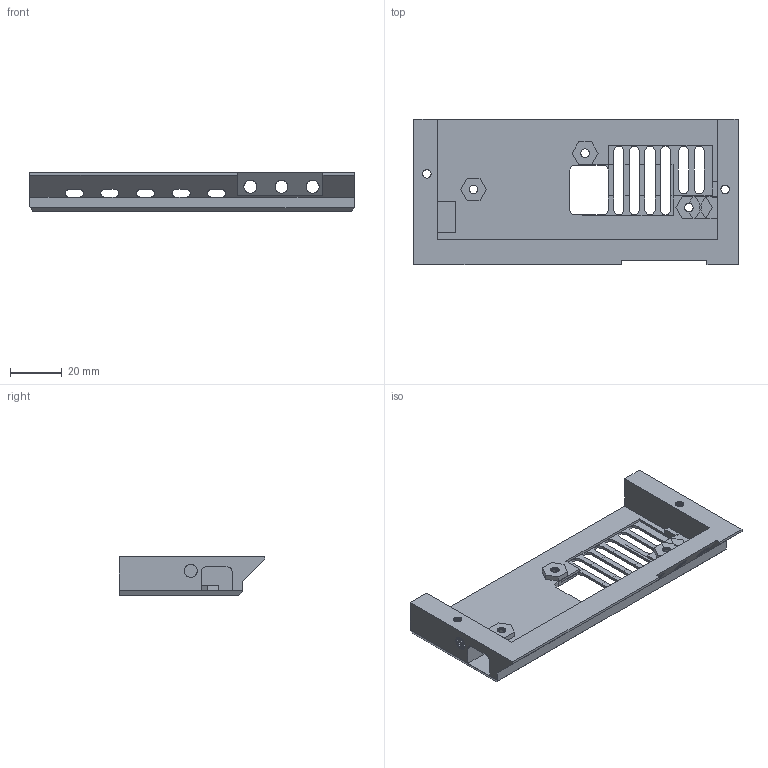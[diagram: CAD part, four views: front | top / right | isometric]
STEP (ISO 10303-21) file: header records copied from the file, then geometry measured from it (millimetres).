
FILE_DESCRIPTION(('FreeCAD Model'),'2;1');
FILE_NAME( 'mmu2-ele-cover_no_text.step', '2018-08-29T15:52:35',('Author'),(''), 'Open CASCADE STEP processor 6.8','FreeCAD','Unknown');
FILE_SCHEMA(('AUTOMOTIVE_DESIGN { 1 0 10303 214 1 1 1 1 }'));
Length unit declared in the file: millimetre
Products named in the file (1): Group009
Bounding box: 125 x 56 x 15 mm (x, y, z)
Volume: 24753.8 mm3; surface area: 19498.6 mm2
Topology: 1 solids, 1 shells, 1178 faces, 3393 edges, 2215 vertices
Faces by surface type: plane 1100, bspline 78
Entity records: 45284 total; most frequent: CARTESIAN_POINT 14899, ORIENTED_EDGE 6786, DIRECTION 5439, EDGE_CURVE 3393, LINE 3237, VECTOR 3237, VERTEX_POINT 2215, FACE_BOUND 1220
